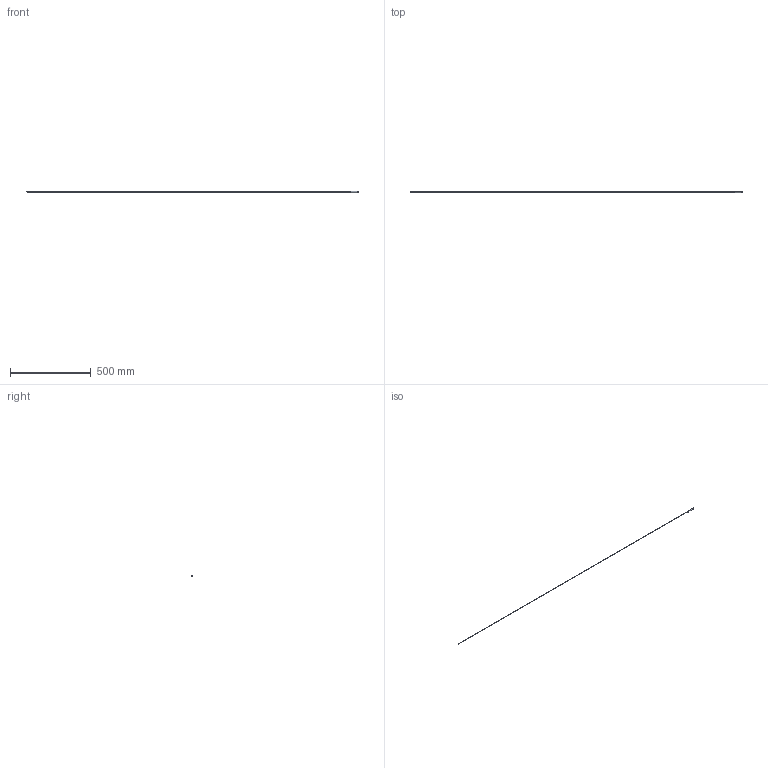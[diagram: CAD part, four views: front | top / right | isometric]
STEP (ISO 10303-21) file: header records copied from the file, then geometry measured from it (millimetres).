
FILE_DESCRIPTION (( 'STEP AP214' ), '1' );
FILE_NAME ('PXIND-63002LB_3D.step', '2023-07-14T19:01:36', ( '' ), ( '' ), 'SwSTEP 2.0', 'SolidWorks 2022', '' );
FILE_SCHEMA (( 'AUTOMOTIVE_DESIGN' ));
Length unit declared in the file: millimetre
Products named in the file (1): PXIND-63002LB_3D
Bounding box: 2057.9 x 6.45 x 6.5 mm (x, y, z)
Volume: 11503.6 mm3; surface area: 16979.6 mm2
Topology: 4 solids, 4 shells, 24 faces, 40 edges, 26 vertices
Faces by surface type: plane 10, cylinder 8, torus 6
Entity records: 641 total; most frequent: DIRECTION 122, CARTESIAN_POINT 91, ORIENTED_EDGE 80, AXIS2_PLACEMENT_3D 57, EDGE_CURVE 40, CIRCLE 32, VERTEX_POINT 26, EDGE_LOOP 26
